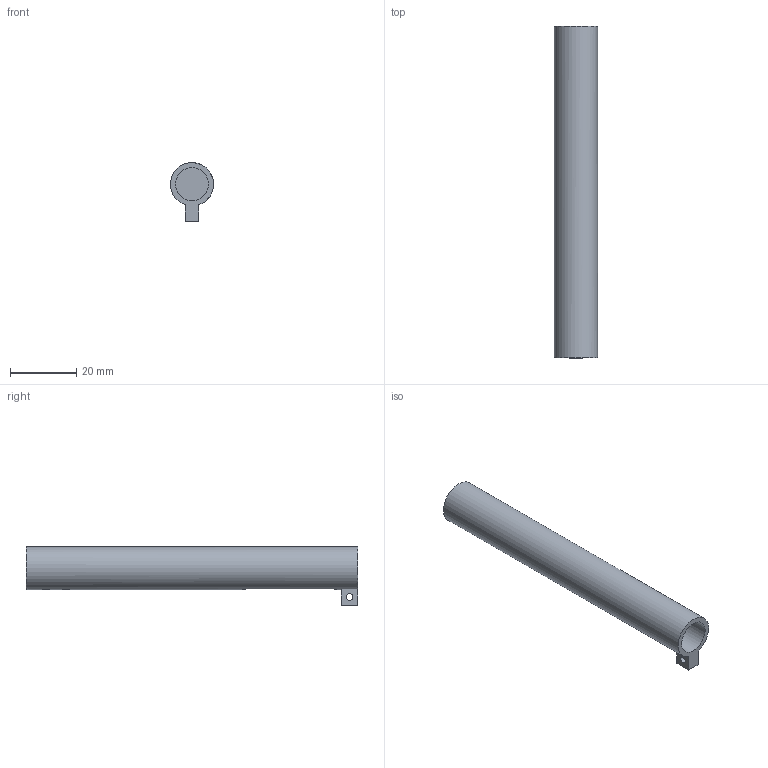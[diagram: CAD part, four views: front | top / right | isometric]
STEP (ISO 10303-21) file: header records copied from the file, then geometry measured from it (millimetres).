
FILE_DESCRIPTION(/* description */ (''),/* implementation_level */ '2;1');
FILE_NAME(/* name */ 'ConcordeScaledNoseLandingGearUpperLeg.stp',/* time_stamp */ '2019-01-21T20:12:58+01:00',/* author */ ('Yann'),/* organization */ (''),/* preprocessor_version */ 'ST-DEVELOPER v17',/* originating_system */ 'Autodesk Inventor 2019',/* authorisation */ '');
FILE_SCHEMA (('AUTOMOTIVE_DESIGN { 1 0 10303 214 3 1 1 }'));
Length unit declared in the file: millimetre
Products named in the file (1): ConcordeScaledMainLandingGearProto4
Bounding box: 13 x 100 x 17.68 mm (x, y, z)
Volume: 7294.8 mm3; surface area: 6841.2 mm2
Topology: 1 solids, 1 shells, 18 faces, 45 edges, 31 vertices
Faces by surface type: plane 10, cylinder 8
Full cylindrical faces by diameter (mm): 2 x1, 3 x2, 5 x1, 10 x1, 13 x1
Entity records: 781 total; most frequent: CARTESIAN_POINT 297, ORIENTED_EDGE 90, DIRECTION 84, EDGE_CURVE 45, VERTEX_POINT 31, AXIS2_PLACEMENT_3D 30, EDGE_LOOP 28, LINE 24
